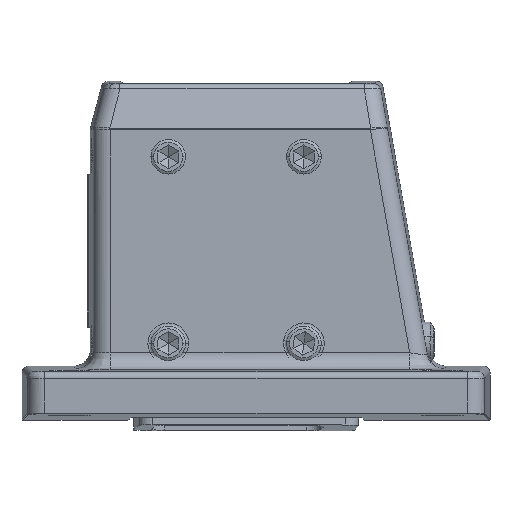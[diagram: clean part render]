
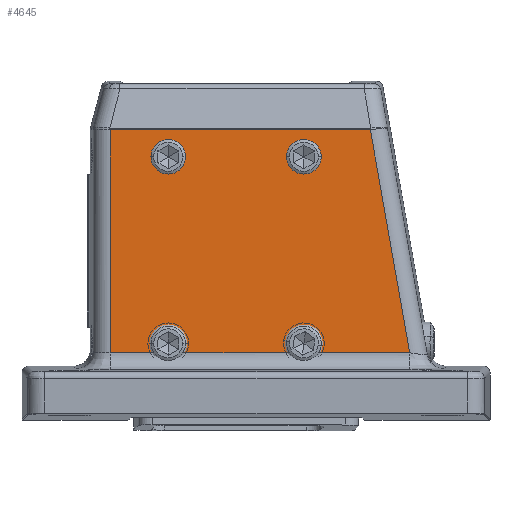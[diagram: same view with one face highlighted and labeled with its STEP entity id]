
A CAD part, top view. The second image highlights one B-rep face of the part: STEP entity #4645.
In plain terms, the highlighted planar face has unit normal (0, 0, 1).
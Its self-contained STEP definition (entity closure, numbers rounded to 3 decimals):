
#490 = CIRCLE ( 'NONE', #76615, 5.1 ) ;
#783 = DIRECTION ( 'NONE',  ( 0., -1., 0. ) ) ;
#1415 = AXIS2_PLACEMENT_3D ( 'NONE', #6274, #42948, #85825 ) ;
#3352 = CARTESIAN_POINT ( 'NONE',  ( 15.724, 19.902, 37. ) ) ;
#3839 = VERTEX_POINT ( 'NONE', #20704 ) ;
#4607 = CARTESIAN_POINT ( 'NONE',  ( 56.998, 19.902, 37. ) ) ;
#4645 = ADVANCED_FACE ( 'NONE', ( #42640, #52629, #8824 ), #74086, .F. ) ;
#4847 = EDGE_LOOP ( 'NONE', ( #19058, #30461, #52738, #59545, #81963, #17076, #29884, #86899, #40001, #40609, #65278, #13338 ) ) ;
#6274 = CARTESIAN_POINT ( 'NONE',  ( 20., 22.682, 37. ) ) ;
#7143 = VECTOR ( 'NONE', #41710, 1000. ) ;
#7740 = EDGE_CURVE ( 'NONE', #30498, #9575, #490, .T. ) ;
#8449 = ORIENTED_EDGE ( 'NONE', *, *, #82124, .T. ) ;
#8797 = EDGE_LOOP ( 'NONE', ( #55042, #8449 ) ) ;
#8824 = FACE_OUTER_BOUND ( 'NONE', #4847, .T. ) ;
#9567 = CARTESIAN_POINT ( 'NONE',  ( -14.9, 22.682, 37. ) ) ;
#9575 = VERTEX_POINT ( 'NONE', #9567 ) ;
#10525 = DIRECTION ( 'NONE',  ( 0., 0., -1. ) ) ;
#10986 = AXIS2_PLACEMENT_3D ( 'NONE', #30317, #57480, #15075 ) ;
#11072 = VERTEX_POINT ( 'NONE', #22122 ) ;
#13338 = ORIENTED_EDGE ( 'NONE', *, *, #16568, .T. ) ;
#14843 = CARTESIAN_POINT ( 'NONE',  ( -25.1, 77.682, 37. ) ) ;
#15075 = DIRECTION ( 'NONE',  ( -1., 0., 0. ) ) ;
#15476 = DIRECTION ( 'NONE',  ( 0., 0., -1. ) ) ;
#16568 = EDGE_CURVE ( 'NONE', #9575, #87283, #43549, .T. ) ;
#16960 = CARTESIAN_POINT ( 'NONE',  ( 25.1, 77.682, 37. ) ) ;
#17076 = ORIENTED_EDGE ( 'NONE', *, *, #61134, .T. ) ;
#17566 = DIRECTION ( 'NONE',  ( 0., 0., -1. ) ) ;
#18808 = DIRECTION ( 'NONE',  ( 0., 0., -1. ) ) ;
#18892 = VERTEX_POINT ( 'NONE', #92518 ) ;
#19025 = EDGE_CURVE ( 'NONE', #86183, #65315, #84745, .T. ) ;
#19058 = ORIENTED_EDGE ( 'NONE', *, *, #37075, .T. ) ;
#20704 = CARTESIAN_POINT ( 'NONE',  ( 25.1, 22.682, 37. ) ) ;
#21281 = DIRECTION ( 'NONE',  ( -1., 0., 0. ) ) ;
#21591 = CARTESIAN_POINT ( 'NONE',  ( 56.998, 19.902, 37. ) ) ;
#22122 = CARTESIAN_POINT ( 'NONE',  ( -37.16, 19.902, 37. ) ) ;
#22222 = DIRECTION ( 'NONE',  ( -1., 0., 0. ) ) ;
#22557 = DIRECTION ( 'NONE',  ( -1., 0., 0. ) ) ;
#23283 = DIRECTION ( 'NONE',  ( 1., 0., 0. ) ) ;
#23422 = VECTOR ( 'NONE', #23283, 1000. ) ;
#24597 = DIRECTION ( 'NONE',  ( 0., 0., -1. ) ) ;
#26838 = AXIS2_PLACEMENT_3D ( 'NONE', #69964, #17566, #46632 ) ;
#27235 = ORIENTED_EDGE ( 'NONE', *, *, #57653, .T. ) ;
#27484 = EDGE_CURVE ( 'NONE', #80828, #3839, #42822, .T. ) ;
#28887 = CARTESIAN_POINT ( 'NONE',  ( 20., 22.682, 37. ) ) ;
#29672 = CIRCLE ( 'NONE', #46386, 5.1 ) ;
#29884 = ORIENTED_EDGE ( 'NONE', *, *, #38079, .T. ) ;
#30317 = CARTESIAN_POINT ( 'NONE',  ( -20., 77.682, 37. ) ) ;
#30441 = CARTESIAN_POINT ( 'NONE',  ( 56.998, 19.902, 37. ) ) ;
#30461 = ORIENTED_EDGE ( 'NONE', *, *, #69292, .T. ) ;
#30498 = VERTEX_POINT ( 'NONE', #52680 ) ;
#32134 = CARTESIAN_POINT ( 'NONE',  ( -24.276, 19.902, 37. ) ) ;
#32636 = DIRECTION ( 'NONE',  ( -1., 0., 0. ) ) ;
#32650 = DIRECTION ( 'NONE',  ( -1., 0., 0. ) ) ;
#33677 = DIRECTION ( 'NONE',  ( 1., 0., 0. ) ) ;
#34121 = VECTOR ( 'NONE', #80669, 1000. ) ;
#36409 = VERTEX_POINT ( 'NONE', #16960 ) ;
#36445 = VECTOR ( 'NONE', #783, 1000. ) ;
#37075 = EDGE_CURVE ( 'NONE', #87283, #94181, #56866, .T. ) ;
#37624 = AXIS2_PLACEMENT_3D ( 'NONE', #87817, #81614, #22557 ) ;
#37870 = CARTESIAN_POINT ( 'NONE',  ( -64., 85.872, 37. ) ) ;
#38055 = LINE ( 'NONE', #30441, #23422 ) ;
#38079 = EDGE_CURVE ( 'NONE', #81247, #94024, #46237, .T. ) ;
#38750 = VECTOR ( 'NONE', #68173, 1000. ) ;
#39954 = AXIS2_PLACEMENT_3D ( 'NONE', #37870, #15476, #74546 ) ;
#40001 = ORIENTED_EDGE ( 'NONE', *, *, #64692, .T. ) ;
#40340 = EDGE_CURVE ( 'NONE', #87733, #30498, #79942, .T. ) ;
#40372 = AXIS2_PLACEMENT_3D ( 'NONE', #84069, #18808, #32636 ) ;
#40609 = ORIENTED_EDGE ( 'NONE', *, *, #40340, .T. ) ;
#41710 = DIRECTION ( 'NONE',  ( -0.174, 0.985, 0. ) ) ;
#41815 = DIRECTION ( 'NONE',  ( 0., 0., -1. ) ) ;
#42640 = FACE_BOUND ( 'NONE', #43253, .T. ) ;
#42822 = CIRCLE ( 'NONE', #71750, 5.1 ) ;
#42948 = DIRECTION ( 'NONE',  ( 0., 0., -1. ) ) ;
#43253 = EDGE_LOOP ( 'NONE', ( #64262, #27235 ) ) ;
#43549 = CIRCLE ( 'NONE', #26838, 5.1 ) ;
#45274 = VERTEX_POINT ( 'NONE', #52025 ) ;
#46237 = LINE ( 'NONE', #75302, #38750 ) ;
#46386 = AXIS2_PLACEMENT_3D ( 'NONE', #85608, #41815, #21281 ) ;
#46632 = DIRECTION ( 'NONE',  ( -1., 0., 0. ) ) ;
#46720 = CARTESIAN_POINT ( 'NONE',  ( -20., 77.682, 37. ) ) ;
#48535 = AXIS2_PLACEMENT_3D ( 'NONE', #28887, #93665, #22222 ) ;
#50921 = CARTESIAN_POINT ( 'NONE',  ( 20., 22.682, 37. ) ) ;
#52025 = CARTESIAN_POINT ( 'NONE',  ( 24.276, 19.902, 37. ) ) ;
#52438 = CARTESIAN_POINT ( 'NONE',  ( -14.9, 77.682, 37. ) ) ;
#52629 = FACE_BOUND ( 'NONE', #8797, .T. ) ;
#52680 = CARTESIAN_POINT ( 'NONE',  ( -25.1, 22.682, 37. ) ) ;
#52738 = ORIENTED_EDGE ( 'NONE', *, *, #27484, .T. ) ;
#55042 = ORIENTED_EDGE ( 'NONE', *, *, #19025, .T. ) ;
#55116 = CIRCLE ( 'NONE', #10986, 5.1 ) ;
#56866 = LINE ( 'NONE', #21591, #34121 ) ;
#57480 = DIRECTION ( 'NONE',  ( 0., 0., -1. ) ) ;
#57653 = EDGE_CURVE ( 'NONE', #36409, #73841, #29672, .T. ) ;
#57962 = LINE ( 'NONE', #65612, #36445 ) ;
#59545 = ORIENTED_EDGE ( 'NONE', *, *, #68596, .T. ) ;
#60786 = CARTESIAN_POINT ( 'NONE',  ( -20., 22.682, 37. ) ) ;
#61134 = EDGE_CURVE ( 'NONE', #18892, #81247, #70313, .T. ) ;
#62277 = LINE ( 'NONE', #4607, #92340 ) ;
#64262 = ORIENTED_EDGE ( 'NONE', *, *, #65032, .T. ) ;
#64692 = EDGE_CURVE ( 'NONE', #11072, #87733, #62277, .T. ) ;
#65032 = EDGE_CURVE ( 'NONE', #73841, #36409, #93881, .T. ) ;
#65278 = ORIENTED_EDGE ( 'NONE', *, *, #7740, .T. ) ;
#65315 = VERTEX_POINT ( 'NONE', #52438 ) ;
#65360 = CIRCLE ( 'NONE', #1415, 5.1 ) ;
#65612 = CARTESIAN_POINT ( 'NONE',  ( -37.16, 85.872, 37. ) ) ;
#67347 = CARTESIAN_POINT ( 'NONE',  ( -37.16, 85.609, 37. ) ) ;
#68173 = DIRECTION ( 'NONE',  ( -1., 0., 0. ) ) ;
#68596 = EDGE_CURVE ( 'NONE', #3839, #45274, #78933, .T. ) ;
#69292 = EDGE_CURVE ( 'NONE', #94181, #80828, #65360, .T. ) ;
#69518 = EDGE_CURVE ( 'NONE', #94024, #11072, #57962, .T. ) ;
#69964 = CARTESIAN_POINT ( 'NONE',  ( -20., 22.682, 37. ) ) ;
#70313 = LINE ( 'NONE', #71711, #7143 ) ;
#71711 = CARTESIAN_POINT ( 'NONE',  ( 36.439, 103.582, 37. ) ) ;
#71750 = AXIS2_PLACEMENT_3D ( 'NONE', #50921, #86179, #78088 ) ;
#72604 = AXIS2_PLACEMENT_3D ( 'NONE', #46720, #10525, #83380 ) ;
#73841 = VERTEX_POINT ( 'NONE', #81458 ) ;
#74086 = PLANE ( 'NONE',  #39954 ) ;
#74546 = DIRECTION ( 'NONE',  ( -1., 0., 0. ) ) ;
#75302 = CARTESIAN_POINT ( 'NONE',  ( -64., 85.609, 37. ) ) ;
#76615 = AXIS2_PLACEMENT_3D ( 'NONE', #60786, #24597, #32650 ) ;
#78088 = DIRECTION ( 'NONE',  ( -1., 0., 0. ) ) ;
#78933 = CIRCLE ( 'NONE', #48535, 5.1 ) ;
#79942 = CIRCLE ( 'NONE', #40372, 5.1 ) ;
#80669 = DIRECTION ( 'NONE',  ( 1., 0., 0. ) ) ;
#80828 = VERTEX_POINT ( 'NONE', #92305 ) ;
#81247 = VERTEX_POINT ( 'NONE', #85101 ) ;
#81458 = CARTESIAN_POINT ( 'NONE',  ( 14.9, 77.682, 37. ) ) ;
#81614 = DIRECTION ( 'NONE',  ( 0., 0., -1. ) ) ;
#81963 = ORIENTED_EDGE ( 'NONE', *, *, #84563, .T. ) ;
#82124 = EDGE_CURVE ( 'NONE', #65315, #86183, #55116, .T. ) ;
#83380 = DIRECTION ( 'NONE',  ( -1., 0., 0. ) ) ;
#84069 = CARTESIAN_POINT ( 'NONE',  ( -20., 22.682, 37. ) ) ;
#84563 = EDGE_CURVE ( 'NONE', #45274, #18892, #38055, .T. ) ;
#84745 = CIRCLE ( 'NONE', #72604, 5.1 ) ;
#85101 = CARTESIAN_POINT ( 'NONE',  ( 39.608, 85.609, 37. ) ) ;
#85608 = CARTESIAN_POINT ( 'NONE',  ( 20., 77.682, 37. ) ) ;
#85825 = DIRECTION ( 'NONE',  ( -1., 0., 0. ) ) ;
#86130 = CARTESIAN_POINT ( 'NONE',  ( -15.724, 19.902, 37. ) ) ;
#86179 = DIRECTION ( 'NONE',  ( 0., 0., -1. ) ) ;
#86183 = VERTEX_POINT ( 'NONE', #14843 ) ;
#86899 = ORIENTED_EDGE ( 'NONE', *, *, #69518, .T. ) ;
#87283 = VERTEX_POINT ( 'NONE', #86130 ) ;
#87733 = VERTEX_POINT ( 'NONE', #32134 ) ;
#87817 = CARTESIAN_POINT ( 'NONE',  ( 20., 77.682, 37. ) ) ;
#92305 = CARTESIAN_POINT ( 'NONE',  ( 14.9, 22.682, 37. ) ) ;
#92340 = VECTOR ( 'NONE', #33677, 1000. ) ;
#92518 = CARTESIAN_POINT ( 'NONE',  ( 51.194, 19.902, 37. ) ) ;
#93665 = DIRECTION ( 'NONE',  ( 0., 0., -1. ) ) ;
#93881 = CIRCLE ( 'NONE', #37624, 5.1 ) ;
#94024 = VERTEX_POINT ( 'NONE', #67347 ) ;
#94181 = VERTEX_POINT ( 'NONE', #3352 ) ;
